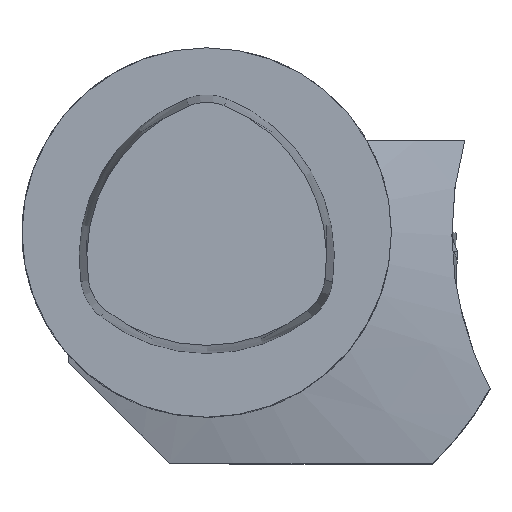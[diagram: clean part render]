
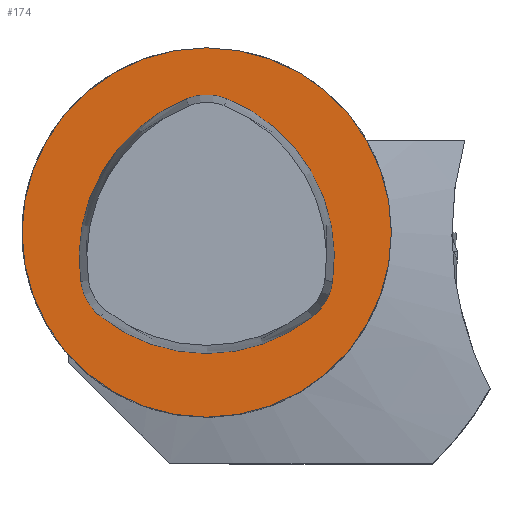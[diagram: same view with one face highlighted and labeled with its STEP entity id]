
A CAD part, top view. The second image highlights one B-rep face of the part: STEP entity #174.
In plain terms, the highlighted planar face has unit normal (0, 0, 1).
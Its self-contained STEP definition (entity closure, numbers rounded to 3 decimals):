
#174=ADVANCED_FACE('',(#341),#267,.T.);
#267=PLANE('',#1883);
#341=FACE_OUTER_BOUND('',#444,.T.);
#444=EDGE_LOOP('',(#677));
#531=CIRCLE('',#1872,20.);
#677=ORIENTED_EDGE('',*,*,#1317,.T.);
#1132=VERTEX_POINT('',#2760);
#1317=EDGE_CURVE('',#1132,#1132,#531,.T.);
#1872=AXIS2_PLACEMENT_3D('',#2759,#2140,#2141);
#1883=AXIS2_PLACEMENT_3D('',#2816,#2168,#2169);
#2140=DIRECTION('',(0.,0.,1.));
#2141=DIRECTION('',(-1.,0.,0.));
#2168=DIRECTION('',(0.,0.,1.));
#2169=DIRECTION('',(-1.,0.,0.));
#2759=CARTESIAN_POINT('',(0.,0.,0.));
#2760=CARTESIAN_POINT('',(-20.,0.,0.));
#2816=CARTESIAN_POINT('',(0.,0.,0.));
